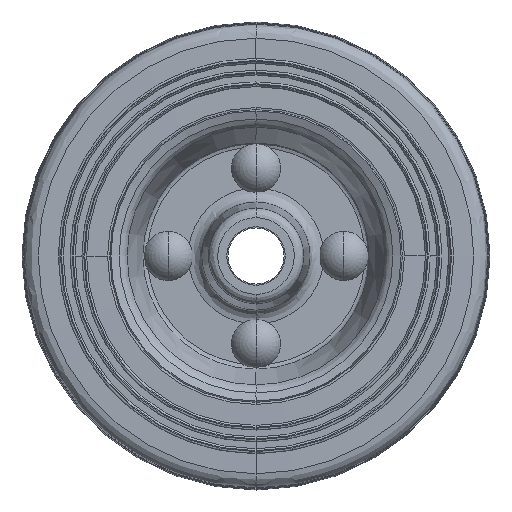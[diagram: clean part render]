
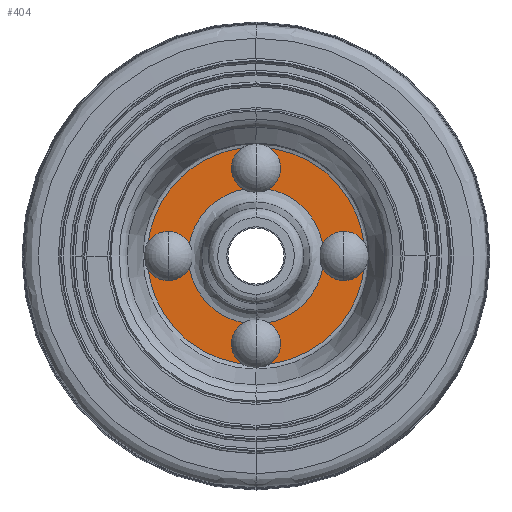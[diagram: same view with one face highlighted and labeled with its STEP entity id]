
A CAD part, left-side view. The second image highlights one B-rep face of the part: STEP entity #404.
In plain terms, the highlighted planar face has unit normal (-1, 0, 0).
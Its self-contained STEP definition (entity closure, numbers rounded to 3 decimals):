
#18 = DIRECTION ( 'NONE',  ( 0., 0., -1. ) ) ;
#107 = CARTESIAN_POINT ( 'NONE',  ( -1.4, 0., -15.75 ) ) ;
#227 = DIRECTION ( 'NONE',  ( 1., 0., 0. ) ) ;
#291 = EDGE_CURVE ( 'NONE', #7529, #666, #557, .T. ) ;
#328 = CARTESIAN_POINT ( 'NONE',  ( -1.4, -46.48, 23.24 ) ) ;
#341 = AXIS2_PLACEMENT_3D ( 'NONE', #3991, #6154, #9570 ) ;
#372 = CARTESIAN_POINT ( 'NONE',  ( -1.4, 0., 23.24 ) ) ;
#404 = ADVANCED_FACE ( 'NONE', ( #9092, #4951, #8233, #13585, #12518, #9305 ), #6876, .F. ) ;
#461 = CIRCLE ( 'NONE', #12098, 3. ) ;
#529 = CARTESIAN_POINT ( 'NONE',  ( -1.4, -46.48, -23.24 ) ) ;
#532 = DIRECTION ( 'NONE',  ( 0., 0., -1. ) ) ;
#538 = EDGE_LOOP ( 'NONE', ( #13808, #12149 ) ) ;
#557 = CIRCLE ( 'NONE', #3988, 3. ) ;
#588 = VERTEX_POINT ( 'NONE', #1354 ) ;
#630 = CARTESIAN_POINT ( 'NONE',  ( -1.4, 46.48, 23.24 ) ) ;
#666 = VERTEX_POINT ( 'NONE', #8437 ) ;
#864 = VERTEX_POINT ( 'NONE', #13946 ) ;
#1053 = DIRECTION ( 'NONE',  ( 1., 0., 0. ) ) ;
#1094 = EDGE_CURVE ( 'NONE', #10032, #10200, #5001, .T. ) ;
#1238 = AXIS2_PLACEMENT_3D ( 'NONE', #2566, #5224, #6109 ) ;
#1299 = ORIENTED_EDGE ( 'NONE', *, *, #10429, .F. ) ;
#1304 = CARTESIAN_POINT ( 'NONE',  ( -1.4, -18.75, 0. ) ) ;
#1354 = CARTESIAN_POINT ( 'NONE',  ( -1.4, -18.75, 3. ) ) ;
#2170 = EDGE_CURVE ( 'NONE', #666, #7529, #7432, .T. ) ;
#2241 = VERTEX_POINT ( 'NONE', #2610 ) ;
#2257 = DIRECTION ( 'NONE',  ( 0., 0., -1. ) ) ;
#2493 = ORIENTED_EDGE ( 'NONE', *, *, #11638, .T. ) ;
#2566 = CARTESIAN_POINT ( 'NONE',  ( -1.4, 23.95, 0. ) ) ;
#2610 = CARTESIAN_POINT ( 'NONE',  ( -1.4, 0., -21.75 ) ) ;
#2754 = DIRECTION ( 'NONE',  ( 1., 0., 0. ) ) ;
#3239 = CARTESIAN_POINT ( 'NONE',  ( -1.4, 0., -18.75 ) ) ;
#3453 = EDGE_LOOP ( 'NONE', ( #8882, #11364 ) ) ;
#3685 = CARTESIAN_POINT ( 'NONE',  ( -1.4, 46.48, -23.24 ) ) ;
#3771 = DIRECTION ( 'NONE',  ( 0., 0., -1. ) ) ;
#3798 = AXIS2_PLACEMENT_3D ( 'NONE', #12928, #8651, #2257 ) ;
#3820 = CARTESIAN_POINT ( 'NONE',  ( -1.4, 0., -14.49 ) ) ;
#3988 = AXIS2_PLACEMENT_3D ( 'NONE', #8141, #12481, #532 ) ;
#3991 = CARTESIAN_POINT ( 'NONE',  ( -1.4, 0., -18.75 ) ) ;
#4034 = ORIENTED_EDGE ( 'NONE', *, *, #2170, .T. ) ;
#4109 = DIRECTION ( 'NONE',  ( 1., 0., 0. ) ) ;
#4453 =( BOUNDED_CURVE ( )  B_SPLINE_CURVE ( 3, ( #11354, #328, #529, #4676 ),
 .UNSPECIFIED., .F., .T. ) 
 B_SPLINE_CURVE_WITH_KNOTS ( ( 4, 4 ),
 ( 0.5, 1. ),
 .UNSPECIFIED. ) 
 CURVE ( )  GEOMETRIC_REPRESENTATION_ITEM ( )  RATIONAL_B_SPLINE_CURVE ( ( 1., 0.333, 0.333, 1. ) ) 
 REPRESENTATION_ITEM ( '' )  );
#4676 = CARTESIAN_POINT ( 'NONE',  ( -1.4, 0., -23.24 ) ) ;
#4951 = FACE_BOUND ( 'NONE', #8196, .T. ) ;
#5001 =( BOUNDED_CURVE ( )  B_SPLINE_CURVE ( 3, ( #12854, #8458, #12795, #5016 ),
 .UNSPECIFIED., .F., .F. ) 
 B_SPLINE_CURVE_WITH_KNOTS ( ( 4, 4 ),
 ( 0., 0.5 ),
 .UNSPECIFIED. ) 
 CURVE ( )  GEOMETRIC_REPRESENTATION_ITEM ( )  RATIONAL_B_SPLINE_CURVE ( ( 1., 0.333, 0.333, 1. ) ) 
 REPRESENTATION_ITEM ( '' )  );
#5016 = CARTESIAN_POINT ( 'NONE',  ( -1.4, 0., 14.49 ) ) ;
#5199 = EDGE_CURVE ( 'NONE', #2241, #9361, #9691, .T. ) ;
#5224 = DIRECTION ( 'NONE',  ( 1., 0., 0. ) ) ;
#5311 = EDGE_CURVE ( 'NONE', #5872, #11941, #4453, .T. ) ;
#5503 = CARTESIAN_POINT ( 'NONE',  ( -1.4, 0., 14.49 ) ) ;
#5553 = ORIENTED_EDGE ( 'NONE', *, *, #1094, .F. ) ;
#5792 = AXIS2_PLACEMENT_3D ( 'NONE', #3239, #4109, #13952 ) ;
#5872 = VERTEX_POINT ( 'NONE', #372 ) ;
#6022 = EDGE_CURVE ( 'NONE', #864, #10703, #9005, .T. ) ;
#6109 = DIRECTION ( 'NONE',  ( 0., 0., -1. ) ) ;
#6154 = DIRECTION ( 'NONE',  ( 1., 0., 0. ) ) ;
#6446 = CIRCLE ( 'NONE', #11253, 3. ) ;
#6457 = CARTESIAN_POINT ( 'NONE',  ( -1.4, 0., -23.24 ) ) ;
#6876 = PLANE ( 'NONE',  #1238 ) ;
#7432 = CIRCLE ( 'NONE', #3798, 3. ) ;
#7526 = CARTESIAN_POINT ( 'NONE',  ( -1.4, 28.981, -14.49 ) ) ;
#7529 = VERTEX_POINT ( 'NONE', #7673 ) ;
#7648 = CARTESIAN_POINT ( 'NONE',  ( -1.4, 18.75, 0. ) ) ;
#7673 = CARTESIAN_POINT ( 'NONE',  ( -1.4, 0., 21.75 ) ) ;
#7757 = CARTESIAN_POINT ( 'NONE',  ( -1.4, 0., 14.49 ) ) ;
#7768 = CARTESIAN_POINT ( 'NONE',  ( -1.4, -18.75, 0. ) ) ;
#8141 = CARTESIAN_POINT ( 'NONE',  ( -1.4, 0., 18.75 ) ) ;
#8196 = EDGE_LOOP ( 'NONE', ( #5553, #1299 ) ) ;
#8233 = FACE_BOUND ( 'NONE', #3453, .T. ) ;
#8362 = CARTESIAN_POINT ( 'NONE',  ( -1.4, 0., -23.24 ) ) ;
#8412 = ORIENTED_EDGE ( 'NONE', *, *, #5199, .T. ) ;
#8437 = CARTESIAN_POINT ( 'NONE',  ( -1.4, 0., 15.75 ) ) ;
#8440 = VERTEX_POINT ( 'NONE', #12280 ) ;
#8458 = CARTESIAN_POINT ( 'NONE',  ( -1.4, -28.981, -14.49 ) ) ;
#8461 = ORIENTED_EDGE ( 'NONE', *, *, #12898, .T. ) ;
#8651 = DIRECTION ( 'NONE',  ( 1., 0., 0. ) ) ;
#8819 = EDGE_LOOP ( 'NONE', ( #8412, #2493 ) ) ;
#8882 = ORIENTED_EDGE ( 'NONE', *, *, #9981, .T. ) ;
#9005 = CIRCLE ( 'NONE', #12650, 3. ) ;
#9092 = FACE_OUTER_BOUND ( 'NONE', #538, .T. ) ;
#9266 = AXIS2_PLACEMENT_3D ( 'NONE', #7648, #1053, #12835 ) ;
#9305 = FACE_BOUND ( 'NONE', #10235, .T. ) ;
#9361 = VERTEX_POINT ( 'NONE', #107 ) ;
#9501 = CIRCLE ( 'NONE', #9266, 3. ) ;
#9570 = DIRECTION ( 'NONE',  ( 0., 0., -1. ) ) ;
#9691 = CIRCLE ( 'NONE', #341, 3. ) ;
#9862 = CARTESIAN_POINT ( 'NONE',  ( -1.4, 0., -14.49 ) ) ;
#9981 = EDGE_CURVE ( 'NONE', #10703, #864, #9501, .T. ) ;
#10032 = VERTEX_POINT ( 'NONE', #3820 ) ;
#10200 = VERTEX_POINT ( 'NONE', #7757 ) ;
#10235 = EDGE_LOOP ( 'NONE', ( #4034, #12753 ) ) ;
#10278 = ORIENTED_EDGE ( 'NONE', *, *, #12013, .T. ) ;
#10429 = EDGE_CURVE ( 'NONE', #10200, #10032, #12209, .T. ) ;
#10703 = VERTEX_POINT ( 'NONE', #12629 ) ;
#11022 = CARTESIAN_POINT ( 'NONE',  ( -1.4, 28.981, 14.49 ) ) ;
#11131 = DIRECTION ( 'NONE',  ( 0., 0., -1. ) ) ;
#11253 = AXIS2_PLACEMENT_3D ( 'NONE', #7768, #12097, #11131 ) ;
#11354 = CARTESIAN_POINT ( 'NONE',  ( -1.4, 0., 23.24 ) ) ;
#11364 = ORIENTED_EDGE ( 'NONE', *, *, #6022, .T. ) ;
#11497 = CARTESIAN_POINT ( 'NONE',  ( -1.4, 18.75, 0. ) ) ;
#11575 = EDGE_CURVE ( 'NONE', #11941, #5872, #13279, .T. ) ;
#11638 = EDGE_CURVE ( 'NONE', #9361, #2241, #12402, .T. ) ;
#11720 = EDGE_LOOP ( 'NONE', ( #10278, #8461 ) ) ;
#11941 = VERTEX_POINT ( 'NONE', #6457 ) ;
#12013 = EDGE_CURVE ( 'NONE', #8440, #588, #6446, .T. ) ;
#12097 = DIRECTION ( 'NONE',  ( 1., 0., 0. ) ) ;
#12098 = AXIS2_PLACEMENT_3D ( 'NONE', #1304, #227, #18 ) ;
#12149 = ORIENTED_EDGE ( 'NONE', *, *, #5311, .F. ) ;
#12209 =( BOUNDED_CURVE ( )  B_SPLINE_CURVE ( 3, ( #5503, #11022, #7526, #9862 ),
 .UNSPECIFIED., .F., .T. ) 
 B_SPLINE_CURVE_WITH_KNOTS ( ( 4, 4 ),
 ( 0.5, 1. ),
 .UNSPECIFIED. ) 
 CURVE ( )  GEOMETRIC_REPRESENTATION_ITEM ( )  RATIONAL_B_SPLINE_CURVE ( ( 1., 0.333, 0.333, 1. ) ) 
 REPRESENTATION_ITEM ( '' )  );
#12280 = CARTESIAN_POINT ( 'NONE',  ( -1.4, -18.75, -3. ) ) ;
#12402 = CIRCLE ( 'NONE', #5792, 3. ) ;
#12481 = DIRECTION ( 'NONE',  ( 1., 0., 0. ) ) ;
#12518 = FACE_BOUND ( 'NONE', #11720, .T. ) ;
#12629 = CARTESIAN_POINT ( 'NONE',  ( -1.4, 18.75, -3. ) ) ;
#12650 = AXIS2_PLACEMENT_3D ( 'NONE', #11497, #2754, #3771 ) ;
#12753 = ORIENTED_EDGE ( 'NONE', *, *, #291, .T. ) ;
#12795 = CARTESIAN_POINT ( 'NONE',  ( -1.4, -28.981, 14.49 ) ) ;
#12835 = DIRECTION ( 'NONE',  ( 0., 0., -1. ) ) ;
#12854 = CARTESIAN_POINT ( 'NONE',  ( -1.4, 0., -14.49 ) ) ;
#12898 = EDGE_CURVE ( 'NONE', #588, #8440, #461, .T. ) ;
#12928 = CARTESIAN_POINT ( 'NONE',  ( -1.4, 0., 18.75 ) ) ;
#13279 =( BOUNDED_CURVE ( )  B_SPLINE_CURVE ( 3, ( #8362, #3685, #630, #13692 ),
 .UNSPECIFIED., .F., .F. ) 
 B_SPLINE_CURVE_WITH_KNOTS ( ( 4, 4 ),
 ( 0., 0.5 ),
 .UNSPECIFIED. ) 
 CURVE ( )  GEOMETRIC_REPRESENTATION_ITEM ( )  RATIONAL_B_SPLINE_CURVE ( ( 1., 0.333, 0.333, 1. ) ) 
 REPRESENTATION_ITEM ( '' )  );
#13585 = FACE_BOUND ( 'NONE', #8819, .T. ) ;
#13692 = CARTESIAN_POINT ( 'NONE',  ( -1.4, 0., 23.24 ) ) ;
#13808 = ORIENTED_EDGE ( 'NONE', *, *, #11575, .F. ) ;
#13946 = CARTESIAN_POINT ( 'NONE',  ( -1.4, 18.75, 3. ) ) ;
#13952 = DIRECTION ( 'NONE',  ( 0., 0., -1. ) ) ;
